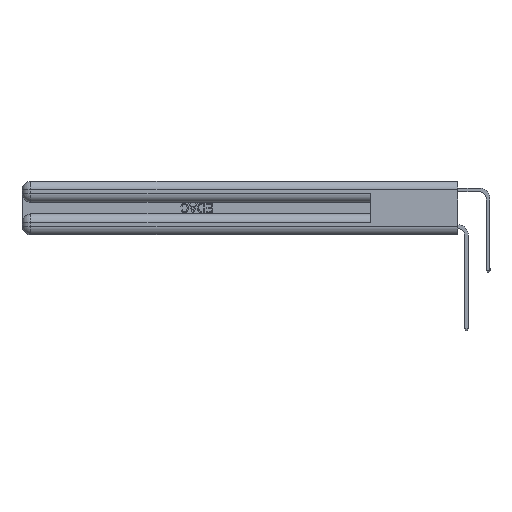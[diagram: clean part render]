
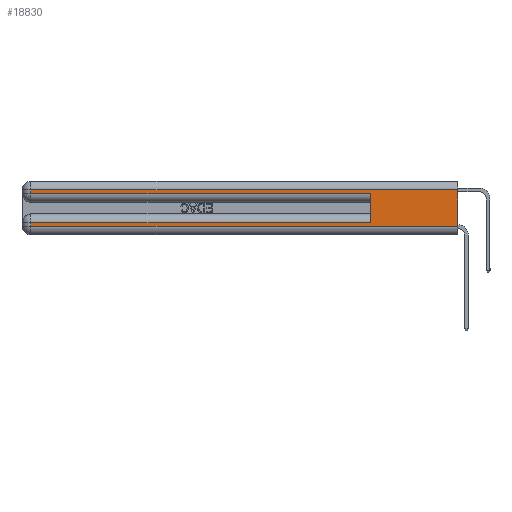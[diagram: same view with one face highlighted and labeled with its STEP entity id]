
A CAD part, left-side view. The second image highlights one B-rep face of the part: STEP entity #18830.
In plain terms, the highlighted planar face has unit normal (-1, 0, 0).
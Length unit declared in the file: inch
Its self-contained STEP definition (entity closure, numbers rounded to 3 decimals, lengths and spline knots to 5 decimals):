
#91 = LINE ( 'NONE', #4171, #10108 ) ;
#447 = LINE ( 'NONE', #21422, #24276 ) ;
#471 = CARTESIAN_POINT ( 'NONE',  ( 0., 0., 0.285 ) ) ;
#646 = DIRECTION ( 'NONE',  ( 0., 0., 1. ) ) ;
#937 = DIRECTION ( 'NONE',  ( 0., 0., -1. ) ) ;
#1143 = ORIENTED_EDGE ( 'NONE', *, *, #15757, .T. ) ;
#3359 = LINE ( 'NONE', #7994, #17879 ) ;
#3608 = ORIENTED_EDGE ( 'NONE', *, *, #16433, .F. ) ;
#4171 = CARTESIAN_POINT ( 'NONE',  ( 0., 0., 0.085 ) ) ;
#6626 = ORIENTED_EDGE ( 'NONE', *, *, #26401, .T. ) ;
#6716 = CARTESIAN_POINT ( 'NONE',  ( 0., 2.94, 0.285 ) ) ;
#7162 = ORIENTED_EDGE ( 'NONE', *, *, #13636, .F. ) ;
#7994 = CARTESIAN_POINT ( 'NONE',  ( 0., 0.6, 0.145 ) ) ;
#8116 = VERTEX_POINT ( 'NONE', #6716 ) ;
#8137 = FACE_OUTER_BOUND ( 'NONE', #20462, .T. ) ;
#8731 = VERTEX_POINT ( 'NONE', #10259 ) ;
#9386 = VECTOR ( 'NONE', #28317, 39.37008 ) ;
#9819 = ORIENTED_EDGE ( 'NONE', *, *, #12525, .T. ) ;
#10108 = VECTOR ( 'NONE', #24966, 39.37008 ) ;
#10259 = CARTESIAN_POINT ( 'NONE',  ( 0., 0.6, 0.085 ) ) ;
#10323 = LINE ( 'NONE', #23950, #9386 ) ;
#11161 = VERTEX_POINT ( 'NONE', #25076 ) ;
#11290 = ORIENTED_EDGE ( 'NONE', *, *, #20677, .T. ) ;
#12196 = VECTOR ( 'NONE', #26439, 39.37008 ) ;
#12216 = VECTOR ( 'NONE', #24569, 39.37008 ) ;
#12525 = EDGE_CURVE ( 'NONE', #8116, #28970, #25499, .T. ) ;
#12646 = DIRECTION ( 'NONE',  ( 0., 0., -1. ) ) ;
#13636 = EDGE_CURVE ( 'NONE', #20847, #28641, #17023, .T. ) ;
#14336 = CARTESIAN_POINT ( 'NONE',  ( 0., 0.6, 0.285 ) ) ;
#14635 = ORIENTED_EDGE ( 'NONE', *, *, #16615, .T. ) ;
#15451 = LINE ( 'NONE', #16051, #12216 ) ;
#15757 = EDGE_CURVE ( 'NONE', #19556, #28641, #447, .T. ) ;
#16051 = CARTESIAN_POINT ( 'NONE',  ( 0., 2.94, 0.37 ) ) ;
#16433 = EDGE_CURVE ( 'NONE', #8731, #28970, #3359, .T. ) ;
#16615 = EDGE_CURVE ( 'NONE', #24463, #8116, #15451, .T. ) ;
#16975 = VECTOR ( 'NONE', #20565, 39.37008 ) ;
#17023 = LINE ( 'NONE', #26143, #12196 ) ;
#17879 = VECTOR ( 'NONE', #646, 39.37008 ) ;
#18830 = ADVANCED_FACE ( 'NONE', ( #8137 ), #25834, .F. ) ;
#18989 = CARTESIAN_POINT ( 'NONE',  ( 0., 2.94, 0.06 ) ) ;
#19482 = DIRECTION ( 'NONE',  ( 0., -1., 0. ) ) ;
#19556 = VERTEX_POINT ( 'NONE', #18989 ) ;
#19972 = EDGE_CURVE ( 'NONE', #11161, #19556, #21483, .T. ) ;
#20462 = EDGE_LOOP ( 'NONE', ( #7162, #11290, #14635, #9819, #3608, #6626, #27376, #1143 ) ) ;
#20565 = DIRECTION ( 'NONE',  ( 0., -1., 0. ) ) ;
#20677 = EDGE_CURVE ( 'NONE', #20847, #24463, #10323, .T. ) ;
#20847 = VERTEX_POINT ( 'NONE', #22138 ) ;
#21245 = CARTESIAN_POINT ( 'NONE',  ( 0., 0., 0.06 ) ) ;
#21422 = CARTESIAN_POINT ( 'NONE',  ( 0., 0., 0.06 ) ) ;
#21483 = LINE ( 'NONE', #21775, #23301 ) ;
#21771 = CARTESIAN_POINT ( 'NONE',  ( 0., 0., 0.37 ) ) ;
#21775 = CARTESIAN_POINT ( 'NONE',  ( 0., 2.94, 0.37 ) ) ;
#22138 = CARTESIAN_POINT ( 'NONE',  ( 0., 0., 0.31 ) ) ;
#23301 = VECTOR ( 'NONE', #12646, 39.37008 ) ;
#23950 = CARTESIAN_POINT ( 'NONE',  ( 0., 0., 0.31 ) ) ;
#24276 = VECTOR ( 'NONE', #19482, 39.37008 ) ;
#24463 = VERTEX_POINT ( 'NONE', #29087 ) ;
#24569 = DIRECTION ( 'NONE',  ( 0., 0., -1. ) ) ;
#24966 = DIRECTION ( 'NONE',  ( 0., 1., 0. ) ) ;
#25076 = CARTESIAN_POINT ( 'NONE',  ( 0., 2.94, 0.085 ) ) ;
#25499 = LINE ( 'NONE', #471, #16975 ) ;
#25834 = PLANE ( 'NONE',  #29048 ) ;
#26143 = CARTESIAN_POINT ( 'NONE',  ( 0., 0., 0.37 ) ) ;
#26401 = EDGE_CURVE ( 'NONE', #8731, #11161, #91, .T. ) ;
#26439 = DIRECTION ( 'NONE',  ( 0., 0., -1. ) ) ;
#27376 = ORIENTED_EDGE ( 'NONE', *, *, #19972, .T. ) ;
#28317 = DIRECTION ( 'NONE',  ( 0., 1., 0. ) ) ;
#28641 = VERTEX_POINT ( 'NONE', #21245 ) ;
#28692 = DIRECTION ( 'NONE',  ( 1., 0., 0. ) ) ;
#28970 = VERTEX_POINT ( 'NONE', #14336 ) ;
#29048 = AXIS2_PLACEMENT_3D ( 'NONE', #21771, #28692, #937 ) ;
#29087 = CARTESIAN_POINT ( 'NONE',  ( 0., 2.94, 0.31 ) ) ;
